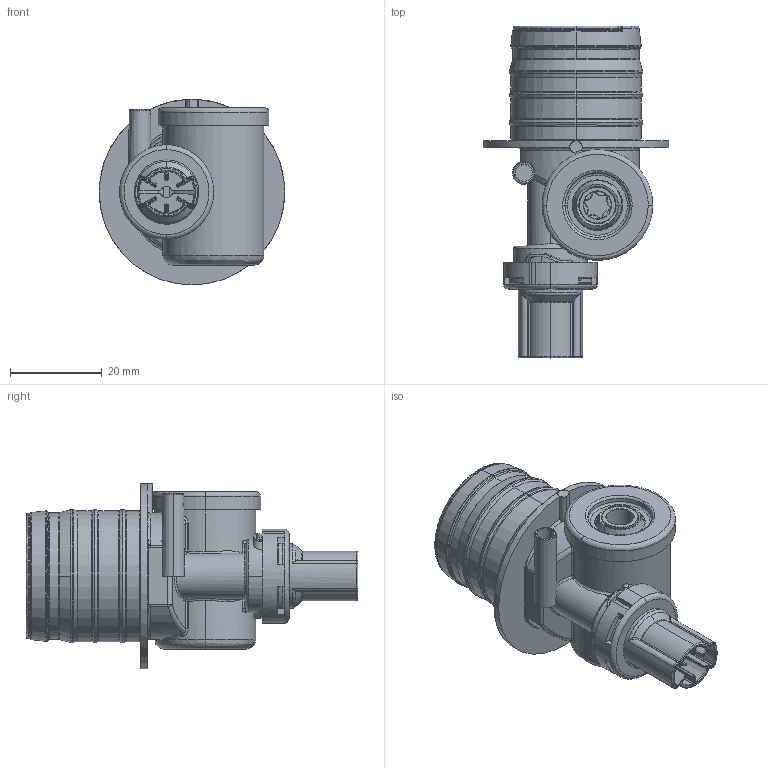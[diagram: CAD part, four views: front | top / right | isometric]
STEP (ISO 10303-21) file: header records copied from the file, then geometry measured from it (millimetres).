
FILE_DESCRIPTION (( 'STEP AP214' ), '1' );
FILE_NAME ('BiB19-Dilution.STEP', '2017-11-17T11:54:44', ( '' ), ( '' ), 'SwSTEP 2.0', 'SolidWorks 2017', '' );
FILE_SCHEMA (( 'AUTOMOTIVE_DESIGN' ));
Length unit declared in the file: millimetre
Products named in the file (1): BiB19-Dilution
Bounding box: 40.4 x 72.24 x 40.45 mm (x, y, z)
Volume: 26996.3 mm3; surface area: 15509.8 mm2
Topology: 1 solids, 1 shells, 1194 faces, 3119 edges, 1908 vertices
Faces by surface type: bspline 555, plane 347, cylinder 192, cone 100
Entity records: 55253 total; most frequent: CARTESIAN_POINT 30099, ORIENTED_EDGE 6124, DIRECTION 4008, EDGE_CURVE 3062, VERTEX_POINT 1908, AXIS2_PLACEMENT_3D 1425, EDGE_LOOP 1244, ADVANCED_FACE 1194
